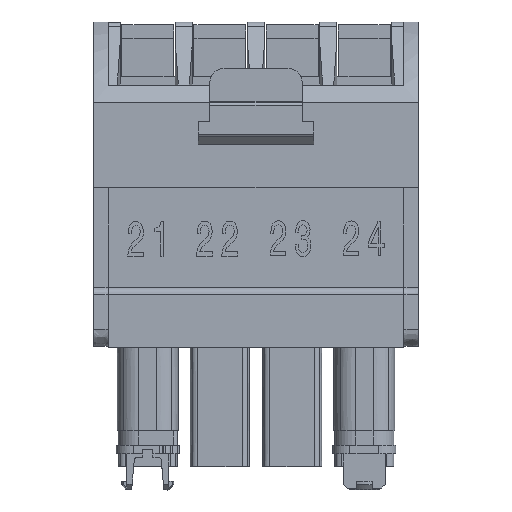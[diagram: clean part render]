
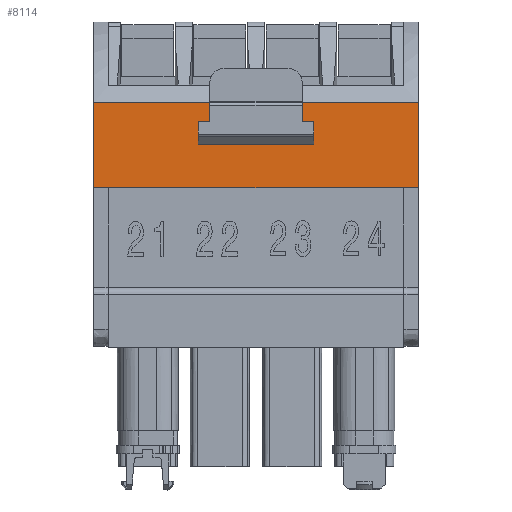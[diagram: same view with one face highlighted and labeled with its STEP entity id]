
A CAD part, front view. The second image highlights one B-rep face of the part: STEP entity #8114.
In plain terms, the highlighted planar face has unit normal (0, -1, 0).
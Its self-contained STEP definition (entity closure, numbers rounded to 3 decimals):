
#8023=AXIS2_PLACEMENT_3D('Plane Axis2P3D',#8020,#8021,#8022) ;
#6153=CARTESIAN_POINT('Vertex',(22.5,1.197,20.942)) ;
#6156=CARTESIAN_POINT('Line Origine',(11.25,1.197,20.942)) ;
#6160=CARTESIAN_POINT('Vertex',(0.,1.197,20.942)) ;
#8020=CARTESIAN_POINT('Axis2P3D Location',(0.,1.197,26.822)) ;
#8025=CARTESIAN_POINT('Line Origine',(22.5,1.197,23.882)) ;
#8029=CARTESIAN_POINT('Vertex',(22.5,1.197,26.822)) ;
#8032=CARTESIAN_POINT('Line Origine',(18.475,1.197,26.822)) ;
#8036=CARTESIAN_POINT('Vertex',(14.45,1.197,26.822)) ;
#8039=CARTESIAN_POINT('Line Origine',(14.45,1.197,26.003)) ;
#8043=CARTESIAN_POINT('Vertex',(14.45,1.197,25.185)) ;
#8046=CARTESIAN_POINT('Line Origine',(14.85,1.197,25.185)) ;
#8050=CARTESIAN_POINT('Vertex',(15.25,1.197,25.185)) ;
#8053=CARTESIAN_POINT('Line Origine',(15.25,1.197,24.578)) ;
#8057=CARTESIAN_POINT('Vertex',(15.25,1.197,23.972)) ;
#8060=CARTESIAN_POINT('Line Origine',(11.25,1.197,23.972)) ;
#8064=CARTESIAN_POINT('Vertex',(7.25,1.197,23.972)) ;
#8067=CARTESIAN_POINT('Line Origine',(7.25,1.197,24.578)) ;
#8071=CARTESIAN_POINT('Vertex',(7.25,1.197,25.185)) ;
#8074=CARTESIAN_POINT('Line Origine',(7.65,1.197,25.185)) ;
#8078=CARTESIAN_POINT('Vertex',(8.05,1.197,25.185)) ;
#8081=CARTESIAN_POINT('Line Origine',(8.05,1.197,26.003)) ;
#8085=CARTESIAN_POINT('Vertex',(8.05,1.197,26.822)) ;
#8088=CARTESIAN_POINT('Line Origine',(4.025,1.197,26.822)) ;
#8092=CARTESIAN_POINT('Vertex',(0.,1.197,26.822)) ;
#8095=CARTESIAN_POINT('Line Origine',(0.,1.197,23.882)) ;
#6157=DIRECTION('Vector Direction',(1.,0.,0.)) ;
#8021=DIRECTION('Axis2P3D Direction',(0.,-1.,0.)) ;
#8022=DIRECTION('Axis2P3D XDirection',(0.,0.,-1.)) ;
#8026=DIRECTION('Vector Direction',(0.,0.,1.)) ;
#8033=DIRECTION('Vector Direction',(1.,0.,0.)) ;
#8040=DIRECTION('Vector Direction',(0.,0.,-1.)) ;
#8047=DIRECTION('Vector Direction',(-1.,0.,0.)) ;
#8054=DIRECTION('Vector Direction',(0.,0.,-1.)) ;
#8061=DIRECTION('Vector Direction',(-1.,0.,0.)) ;
#8068=DIRECTION('Vector Direction',(0.,0.,-1.)) ;
#8075=DIRECTION('Vector Direction',(-1.,0.,0.)) ;
#8082=DIRECTION('Vector Direction',(0.,0.,-1.)) ;
#8089=DIRECTION('Vector Direction',(-1.,0.,0.)) ;
#8096=DIRECTION('Vector Direction',(0.,0.,-1.)) ;
#6158=VECTOR('Line Direction',#6157,1.) ;
#8027=VECTOR('Line Direction',#8026,1.) ;
#8034=VECTOR('Line Direction',#8033,1.) ;
#8041=VECTOR('Line Direction',#8040,1.) ;
#8048=VECTOR('Line Direction',#8047,1.) ;
#8055=VECTOR('Line Direction',#8054,1.) ;
#8062=VECTOR('Line Direction',#8061,1.) ;
#8069=VECTOR('Line Direction',#8068,1.) ;
#8076=VECTOR('Line Direction',#8075,1.) ;
#8083=VECTOR('Line Direction',#8082,1.) ;
#8090=VECTOR('Line Direction',#8089,1.) ;
#8097=VECTOR('Line Direction',#8096,1.) ;
#8101=ORIENTED_EDGE('',*,*,#8031,.F.) ;
#8102=ORIENTED_EDGE('',*,*,#8038,.T.) ;
#8103=ORIENTED_EDGE('',*,*,#8045,.T.) ;
#8104=ORIENTED_EDGE('',*,*,#8052,.F.) ;
#8105=ORIENTED_EDGE('',*,*,#8059,.T.) ;
#8106=ORIENTED_EDGE('',*,*,#8066,.F.) ;
#8107=ORIENTED_EDGE('',*,*,#8073,.F.) ;
#8108=ORIENTED_EDGE('',*,*,#8080,.F.) ;
#8109=ORIENTED_EDGE('',*,*,#8087,.F.) ;
#8110=ORIENTED_EDGE('',*,*,#8094,.F.) ;
#8111=ORIENTED_EDGE('',*,*,#8099,.T.) ;
#8112=ORIENTED_EDGE('',*,*,#6162,.T.) ;
#8114=ADVANCED_FACE('GEHAEUSE',(#8113),#8024,.T.) ;
#6162=EDGE_CURVE('',#6161,#6154,#6159,.T.) ;
#8031=EDGE_CURVE('',#8030,#6154,#8028,.F.) ;
#8038=EDGE_CURVE('',#8030,#8037,#8035,.F.) ;
#8045=EDGE_CURVE('',#8037,#8044,#8042,.T.) ;
#8052=EDGE_CURVE('',#8051,#8044,#8049,.T.) ;
#8059=EDGE_CURVE('',#8051,#8058,#8056,.T.) ;
#8066=EDGE_CURVE('',#8065,#8058,#8063,.F.) ;
#8073=EDGE_CURVE('',#8072,#8065,#8070,.T.) ;
#8080=EDGE_CURVE('',#8079,#8072,#8077,.T.) ;
#8087=EDGE_CURVE('',#8086,#8079,#8084,.T.) ;
#8094=EDGE_CURVE('',#8093,#8086,#8091,.F.) ;
#8099=EDGE_CURVE('',#8093,#6161,#8098,.T.) ;
#8100=EDGE_LOOP('',(#8101,#8102,#8103,#8104,#8105,#8106,#8107,#8108,#8109,#8110,#8111,#8112)) ;
#8113=FACE_OUTER_BOUND('',#8100,.T.) ;
#6159=LINE('Line',#6156,#6158) ;
#8028=LINE('Line',#8025,#8027) ;
#8035=LINE('Line',#8032,#8034) ;
#8042=LINE('Line',#8039,#8041) ;
#8049=LINE('Line',#8046,#8048) ;
#8056=LINE('Line',#8053,#8055) ;
#8063=LINE('Line',#8060,#8062) ;
#8070=LINE('Line',#8067,#8069) ;
#8077=LINE('Line',#8074,#8076) ;
#8084=LINE('Line',#8081,#8083) ;
#8091=LINE('Line',#8088,#8090) ;
#8098=LINE('Line',#8095,#8097) ;
#8024=PLANE('',#8023) ;
#6154=VERTEX_POINT('',#6153) ;
#6161=VERTEX_POINT('',#6160) ;
#8030=VERTEX_POINT('',#8029) ;
#8037=VERTEX_POINT('',#8036) ;
#8044=VERTEX_POINT('',#8043) ;
#8051=VERTEX_POINT('',#8050) ;
#8058=VERTEX_POINT('',#8057) ;
#8065=VERTEX_POINT('',#8064) ;
#8072=VERTEX_POINT('',#8071) ;
#8079=VERTEX_POINT('',#8078) ;
#8086=VERTEX_POINT('',#8085) ;
#8093=VERTEX_POINT('',#8092) ;
